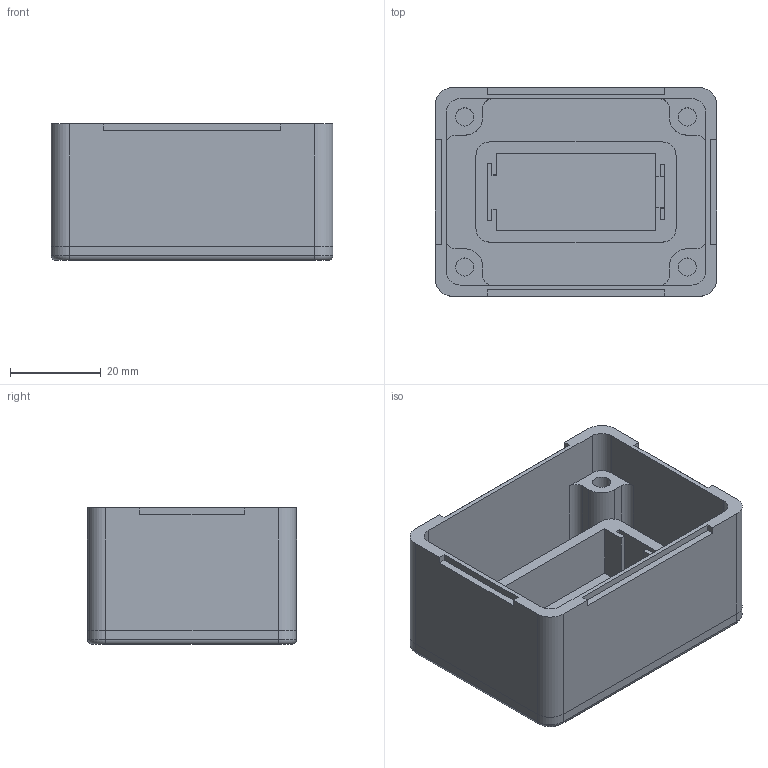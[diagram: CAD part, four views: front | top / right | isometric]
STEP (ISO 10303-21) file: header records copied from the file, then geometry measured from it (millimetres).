
FILE_DESCRIPTION(('FreeCAD Model'),'2;1');
FILE_NAME('Open CASCADE Shape Model','2025-10-08T22:02:07',('Author'),( ''),'Open CASCADE STEP processor 7.6','FreeCAD','Unknown');
FILE_SCHEMA(('AUTOMOTIVE_DESIGN { 1 0 10303 214 1 1 1 1 }'));
Length unit declared in the file: millimetre
Products named in the file (1): Body
Bounding box: 62 x 46 x 30 mm (x, y, z)
Volume: 29140.7 mm3; surface area: 20846 mm2
Topology: 1 solids, 1 shells, 119 faces, 318 edges, 208 vertices
Faces by surface type: plane 79, cylinder 36, torus 4
Full cylindrical faces by diameter (mm): 4 x4
Entity records: 3710 total; most frequent: CARTESIAN_POINT 646, ORIENTED_EDGE 636, DIRECTION 630, EDGE_CURVE 318, LINE 246, VECTOR 246, VERTEX_POINT 208, AXIS2_PLACEMENT_3D 192
